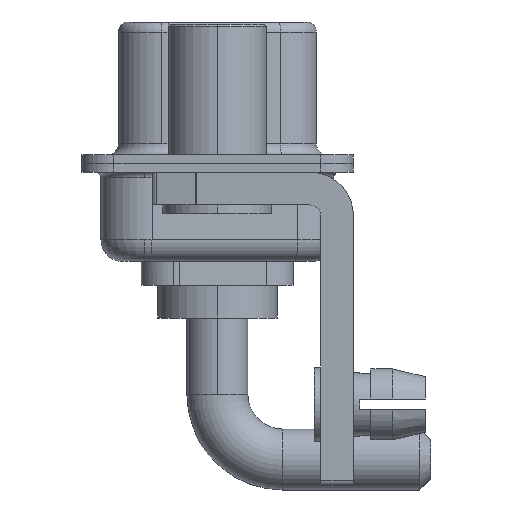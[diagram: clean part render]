
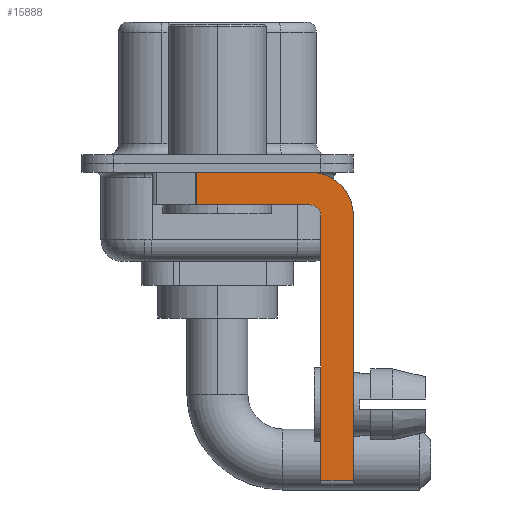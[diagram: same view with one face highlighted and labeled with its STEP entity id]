
A CAD part, left-side view. The second image highlights one B-rep face of the part: STEP entity #15888.
In plain terms, the highlighted planar face has unit normal (-1, 0, 0).
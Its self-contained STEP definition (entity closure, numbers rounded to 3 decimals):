
#962 = VERTEX_POINT ( 'NONE', #3261 ) ;
#1027 = EDGE_CURVE ( 'NONE', #5890, #16126, #11951, .T. ) ;
#1449 = CARTESIAN_POINT ( 'NONE',  ( -2.9, -4.25, -2.4 ) ) ;
#1657 = CARTESIAN_POINT ( 'NONE',  ( -2.9, -4.25, -2.4 ) ) ;
#2048 = CARTESIAN_POINT ( 'NONE',  ( -2.9, 0.978, -1.9 ) ) ;
#2508 = VERTEX_POINT ( 'NONE', #9734 ) ;
#2823 = DIRECTION ( 'NONE',  ( 0., 0., -1. ) ) ;
#3029 = VECTOR ( 'NONE', #5007, 1000. ) ;
#3083 = DIRECTION ( 'NONE',  ( 0., 0., 1. ) ) ;
#3175 = EDGE_CURVE ( 'NONE', #5890, #962, #17017, .T. ) ;
#3217 = LINE ( 'NONE', #15208, #16776 ) ;
#3261 = CARTESIAN_POINT ( 'NONE',  ( -2.9, -6.25, -14.55 ) ) ;
#3420 = VERTEX_POINT ( 'NONE', #18898 ) ;
#3641 = EDGE_CURVE ( 'NONE', #3420, #962, #16586, .T. ) ;
#4368 = CARTESIAN_POINT ( 'NONE',  ( -2.9, -4.75, -14.8 ) ) ;
#4384 = DIRECTION ( 'NONE',  ( 0., 0., -1. ) ) ;
#4463 = FACE_OUTER_BOUND ( 'NONE', #4515, .T. ) ;
#4515 = EDGE_LOOP ( 'NONE', ( #8982, #17318, #10894, #7020, #14218, #14084, #14733, #12709 ) ) ;
#4622 = VERTEX_POINT ( 'NONE', #12585 ) ;
#5007 = DIRECTION ( 'NONE',  ( 0., -1., 0. ) ) ;
#5410 = CARTESIAN_POINT ( 'NONE',  ( -2.9, 3., -0.4 ) ) ;
#5588 = AXIS2_PLACEMENT_3D ( 'NONE', #1657, #5995, #3083 ) ;
#5890 = VERTEX_POINT ( 'NONE', #9729 ) ;
#5995 = DIRECTION ( 'NONE',  ( -1., 0., 0. ) ) ;
#6013 = AXIS2_PLACEMENT_3D ( 'NONE', #1449, #10343, #18181 ) ;
#6217 = AXIS2_PLACEMENT_3D ( 'NONE', #10403, #16529, #2823 ) ;
#6529 = CIRCLE ( 'NONE', #6217, 2. ) ;
#7020 = ORIENTED_EDGE ( 'NONE', *, *, #11856, .F. ) ;
#8138 = CARTESIAN_POINT ( 'NONE',  ( -2.9, -4.75, -2.4 ) ) ;
#8982 = ORIENTED_EDGE ( 'NONE', *, *, #12775, .F. ) ;
#9124 = VECTOR ( 'NONE', #19790, 1000. ) ;
#9729 = CARTESIAN_POINT ( 'NONE',  ( -2.9, -4.75, -14.55 ) ) ;
#9734 = CARTESIAN_POINT ( 'NONE',  ( -2.9, -4.25, -1.9 ) ) ;
#9905 = CARTESIAN_POINT ( 'NONE',  ( -2.9, 0.978, -1.9 ) ) ;
#10299 = CARTESIAN_POINT ( 'NONE',  ( -2.9, 0.978, -0.4 ) ) ;
#10343 = DIRECTION ( 'NONE',  ( 1., 0., 0. ) ) ;
#10403 = CARTESIAN_POINT ( 'NONE',  ( -2.9, -4.25, -2.4 ) ) ;
#10862 = DIRECTION ( 'NONE',  ( 0., 0., -1. ) ) ;
#10894 = ORIENTED_EDGE ( 'NONE', *, *, #12692, .F. ) ;
#10924 = VECTOR ( 'NONE', #4384, 1000. ) ;
#11856 = EDGE_CURVE ( 'NONE', #16126, #2508, #17433, .T. ) ;
#11951 = LINE ( 'NONE', #4368, #9124 ) ;
#12365 = LINE ( 'NONE', #2048, #13294 ) ;
#12585 = CARTESIAN_POINT ( 'NONE',  ( -2.9, -4.25, -0.4 ) ) ;
#12692 = EDGE_CURVE ( 'NONE', #2508, #18982, #3217, .T. ) ;
#12709 = ORIENTED_EDGE ( 'NONE', *, *, #19212, .F. ) ;
#12775 = EDGE_CURVE ( 'NONE', #17789, #4622, #18811, .T. ) ;
#13294 = VECTOR ( 'NONE', #10862, 1000. ) ;
#13410 = VECTOR ( 'NONE', #16819, 1000. ) ;
#13591 = CARTESIAN_POINT ( 'NONE',  ( -2.9, -4.25, -14.55 ) ) ;
#13756 = CARTESIAN_POINT ( 'NONE',  ( -2.9, -6.25, -2.4 ) ) ;
#14084 = ORIENTED_EDGE ( 'NONE', *, *, #3175, .T. ) ;
#14218 = ORIENTED_EDGE ( 'NONE', *, *, #1027, .F. ) ;
#14236 = EDGE_CURVE ( 'NONE', #17789, #18982, #12365, .T. ) ;
#14733 = ORIENTED_EDGE ( 'NONE', *, *, #3641, .F. ) ;
#15208 = CARTESIAN_POINT ( 'NONE',  ( -2.9, -4.25, -1.9 ) ) ;
#15596 = DIRECTION ( 'NONE',  ( 0., 1., 0. ) ) ;
#15888 = ADVANCED_FACE ( 'NONE', ( #4463 ), #17974, .F. ) ;
#16126 = VERTEX_POINT ( 'NONE', #8138 ) ;
#16529 = DIRECTION ( 'NONE',  ( 1., 0., 0. ) ) ;
#16586 = LINE ( 'NONE', #13756, #10924 ) ;
#16776 = VECTOR ( 'NONE', #15596, 1000. ) ;
#16819 = DIRECTION ( 'NONE',  ( 0., -1., 0. ) ) ;
#17017 = LINE ( 'NONE', #13591, #13410 ) ;
#17318 = ORIENTED_EDGE ( 'NONE', *, *, #14236, .T. ) ;
#17433 = CIRCLE ( 'NONE', #5588, 0.5 ) ;
#17789 = VERTEX_POINT ( 'NONE', #10299 ) ;
#17974 = PLANE ( 'NONE',  #6013 ) ;
#18181 = DIRECTION ( 'NONE',  ( 0., 0., -1. ) ) ;
#18811 = LINE ( 'NONE', #5410, #3029 ) ;
#18898 = CARTESIAN_POINT ( 'NONE',  ( -2.9, -6.25, -2.4 ) ) ;
#18982 = VERTEX_POINT ( 'NONE', #9905 ) ;
#19212 = EDGE_CURVE ( 'NONE', #4622, #3420, #6529, .T. ) ;
#19790 = DIRECTION ( 'NONE',  ( 0., 0., 1. ) ) ;
